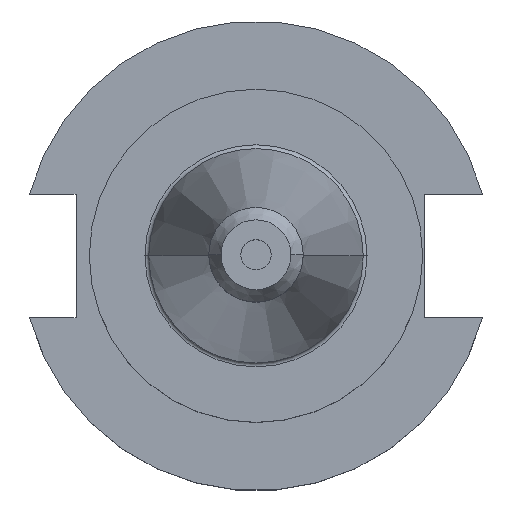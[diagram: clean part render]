
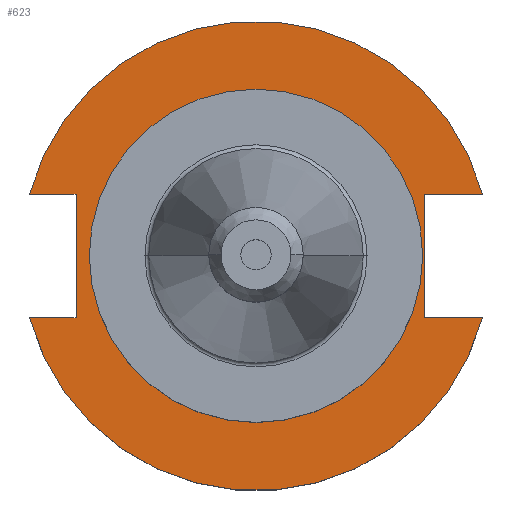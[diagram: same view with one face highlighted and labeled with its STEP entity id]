
A CAD part, top view. The second image highlights one B-rep face of the part: STEP entity #623.
In plain terms, the highlighted planar face has unit normal (0, 0, 1).
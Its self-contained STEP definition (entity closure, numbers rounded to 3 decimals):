
#46 = ORIENTED_EDGE ( 'NONE', *, *, #1538, .T. ) ;
#62 = EDGE_CURVE ( 'NONE', #789, #1620, #196, .T. ) ;
#64 = ORIENTED_EDGE ( 'NONE', *, *, #1010, .F. ) ;
#81 = DIRECTION ( 'NONE',  ( 1., 0., 0. ) ) ;
#84 = ORIENTED_EDGE ( 'NONE', *, *, #219, .F. ) ;
#93 = CIRCLE ( 'NONE', #621, 49.212 ) ;
#113 = DIRECTION ( 'NONE',  ( 1., 0., 0. ) ) ;
#126 = VECTOR ( 'NONE', #609, 1000. ) ;
#133 = DIRECTION ( 'NONE',  ( 0., 0., 1. ) ) ;
#183 = VERTEX_POINT ( 'NONE', #1112 ) ;
#190 = CARTESIAN_POINT ( 'NONE',  ( 34.925, 0., 19.05 ) ) ;
#196 = CIRCLE ( 'NONE', #1043, 34.925 ) ;
#202 = CARTESIAN_POINT ( 'NONE',  ( 35.306, 12.954, 19.05 ) ) ;
#219 = EDGE_CURVE ( 'NONE', #183, #1541, #1054, .T. ) ;
#237 = CARTESIAN_POINT ( 'NONE',  ( 35.306, -12.954, 19.05 ) ) ;
#238 = ORIENTED_EDGE ( 'NONE', *, *, #1628, .T. ) ;
#280 = VECTOR ( 'NONE', #1320, 1000. ) ;
#306 = DIRECTION ( 'NONE',  ( 0., 0., 1. ) ) ;
#323 = DIRECTION ( 'NONE',  ( 0., 0., 1. ) ) ;
#362 = LINE ( 'NONE', #237, #1336 ) ;
#395 = ORIENTED_EDGE ( 'NONE', *, *, #712, .F. ) ;
#433 = EDGE_LOOP ( 'NONE', ( #46, #64, #84, #1145, #238, #395, #744, #540 ) ) ;
#436 = VECTOR ( 'NONE', #1268, 1000. ) ;
#453 = CARTESIAN_POINT ( 'NONE',  ( -37.719, -12.954, 19.05 ) ) ;
#540 = ORIENTED_EDGE ( 'NONE', *, *, #1480, .F. ) ;
#568 = CARTESIAN_POINT ( 'NONE',  ( -47.477, -12.954, 19.05 ) ) ;
#581 = EDGE_CURVE ( 'NONE', #1620, #789, #1419, .T. ) ;
#592 = ORIENTED_EDGE ( 'NONE', *, *, #581, .F. ) ;
#604 = CARTESIAN_POINT ( 'NONE',  ( 0., 0., 19.05 ) ) ;
#605 = VECTOR ( 'NONE', #725, 1000. ) ;
#607 = CARTESIAN_POINT ( 'NONE',  ( -47.477, 12.954, 19.05 ) ) ;
#609 = DIRECTION ( 'NONE',  ( 0., 1., 0. ) ) ;
#621 = AXIS2_PLACEMENT_3D ( 'NONE', #604, #1540, #743 ) ;
#623 = ADVANCED_FACE ( 'NONE', ( #1631, #660 ), #741, .T. ) ;
#639 = VERTEX_POINT ( 'NONE', #1086 ) ;
#660 = FACE_OUTER_BOUND ( 'NONE', #433, .T. ) ;
#694 = VECTOR ( 'NONE', #1007, 1000. ) ;
#712 = EDGE_CURVE ( 'NONE', #639, #772, #1561, .T. ) ;
#725 = DIRECTION ( 'NONE',  ( 1., 0., 0. ) ) ;
#737 = CARTESIAN_POINT ( 'NONE',  ( 35.306, 12.954, 19.05 ) ) ;
#741 = PLANE ( 'NONE',  #1617 ) ;
#743 = DIRECTION ( 'NONE',  ( 1., 0., 0. ) ) ;
#744 = ORIENTED_EDGE ( 'NONE', *, *, #847, .F. ) ;
#772 = VERTEX_POINT ( 'NONE', #607 ) ;
#788 = LINE ( 'NONE', #737, #436 ) ;
#789 = VERTEX_POINT ( 'NONE', #190 ) ;
#838 = CARTESIAN_POINT ( 'NONE',  ( 35.306, -12.954, 19.05 ) ) ;
#842 = EDGE_CURVE ( 'NONE', #1497, #183, #788, .T. ) ;
#847 = EDGE_CURVE ( 'NONE', #1418, #639, #1536, .T. ) ;
#857 = CARTESIAN_POINT ( 'NONE',  ( 47.477, 12.954, 19.05 ) ) ;
#870 = DIRECTION ( 'NONE',  ( 0., 0., 1. ) ) ;
#922 = CARTESIAN_POINT ( 'NONE',  ( 0., 0., 19.05 ) ) ;
#956 = LINE ( 'NONE', #1251, #605 ) ;
#1007 = DIRECTION ( 'NONE',  ( 0., -1., 0. ) ) ;
#1010 = EDGE_CURVE ( 'NONE', #1541, #1650, #362, .T. ) ;
#1043 = AXIS2_PLACEMENT_3D ( 'NONE', #922, #133, #1066 ) ;
#1054 = LINE ( 'NONE', #202, #694 ) ;
#1057 = EDGE_LOOP ( 'NONE', ( #1288, #592 ) ) ;
#1065 = CARTESIAN_POINT ( 'NONE',  ( -63.719, 12.954, 19.05 ) ) ;
#1066 = DIRECTION ( 'NONE',  ( 1., 0., 0. ) ) ;
#1086 = CARTESIAN_POINT ( 'NONE',  ( -37.719, 12.954, 19.05 ) ) ;
#1094 = AXIS2_PLACEMENT_3D ( 'NONE', #1140, #323, #1255 ) ;
#1112 = CARTESIAN_POINT ( 'NONE',  ( 35.306, 12.954, 19.05 ) ) ;
#1126 = CARTESIAN_POINT ( 'NONE',  ( 0., 0., 19.05 ) ) ;
#1140 = CARTESIAN_POINT ( 'NONE',  ( 0., 0., 19.05 ) ) ;
#1144 = CARTESIAN_POINT ( 'NONE',  ( -37.719, 12.954, 19.05 ) ) ;
#1145 = ORIENTED_EDGE ( 'NONE', *, *, #842, .F. ) ;
#1246 = DIRECTION ( 'NONE',  ( 1., 0., 0. ) ) ;
#1251 = CARTESIAN_POINT ( 'NONE',  ( -63.719, -12.954, 19.05 ) ) ;
#1255 = DIRECTION ( 'NONE',  ( 1., 0., 0. ) ) ;
#1262 = CARTESIAN_POINT ( 'NONE',  ( 0., 49.212, 19.05 ) ) ;
#1268 = DIRECTION ( 'NONE',  ( -1., 0., 0. ) ) ;
#1269 = CIRCLE ( 'NONE', #1680, 49.212 ) ;
#1288 = ORIENTED_EDGE ( 'NONE', *, *, #62, .F. ) ;
#1320 = DIRECTION ( 'NONE',  ( -1., 0., 0. ) ) ;
#1336 = VECTOR ( 'NONE', #113, 1000. ) ;
#1397 = CARTESIAN_POINT ( 'NONE',  ( -34.925, 0., 19.05 ) ) ;
#1409 = VERTEX_POINT ( 'NONE', #568 ) ;
#1418 = VERTEX_POINT ( 'NONE', #453 ) ;
#1419 = CIRCLE ( 'NONE', #1094, 34.925 ) ;
#1440 = CARTESIAN_POINT ( 'NONE',  ( 47.477, -12.954, 19.05 ) ) ;
#1480 = EDGE_CURVE ( 'NONE', #1409, #1418, #956, .T. ) ;
#1497 = VERTEX_POINT ( 'NONE', #857 ) ;
#1536 = LINE ( 'NONE', #1144, #126 ) ;
#1538 = EDGE_CURVE ( 'NONE', #1409, #1650, #1269, .T. ) ;
#1540 = DIRECTION ( 'NONE',  ( 0., 0., 1. ) ) ;
#1541 = VERTEX_POINT ( 'NONE', #838 ) ;
#1561 = LINE ( 'NONE', #1065, #280 ) ;
#1617 = AXIS2_PLACEMENT_3D ( 'NONE', #1262, #870, #81 ) ;
#1620 = VERTEX_POINT ( 'NONE', #1397 ) ;
#1628 = EDGE_CURVE ( 'NONE', #1497, #772, #93, .T. ) ;
#1631 = FACE_BOUND ( 'NONE', #1057, .T. ) ;
#1650 = VERTEX_POINT ( 'NONE', #1440 ) ;
#1680 = AXIS2_PLACEMENT_3D ( 'NONE', #1126, #306, #1246 ) ;
